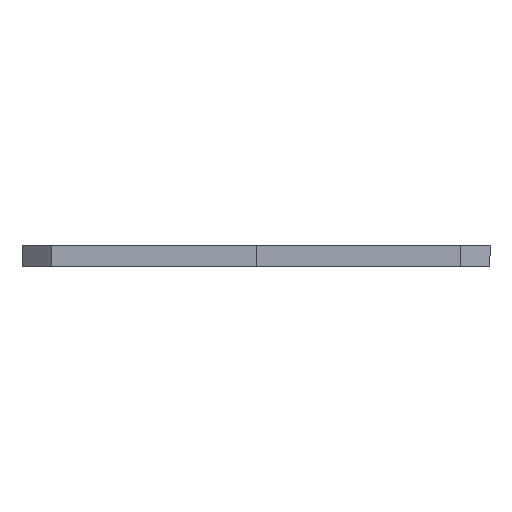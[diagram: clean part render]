
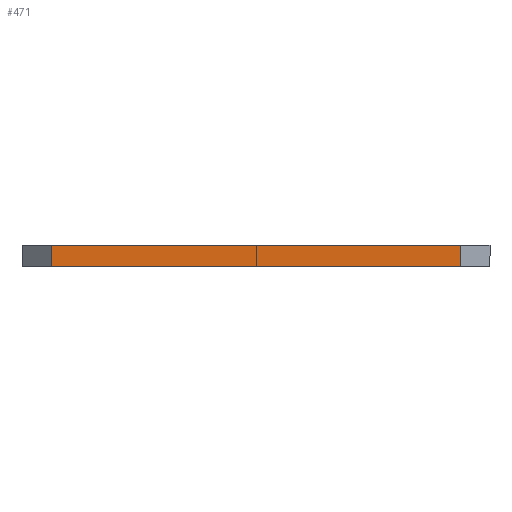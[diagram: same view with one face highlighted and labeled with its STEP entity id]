
A CAD part, left-side view. The second image highlights one B-rep face of the part: STEP entity #471.
In plain terms, the highlighted planar face has unit normal (-1, 0, 0).
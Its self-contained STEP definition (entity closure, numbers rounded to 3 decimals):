
#36 = DIRECTION ( 'NONE',  ( 0., -1., 0. ) ) ;
#48 = AXIS2_PLACEMENT_3D ( 'NONE', #1269, #476, #1391 ) ;
#82 = EDGE_CURVE ( 'NONE', #789, #795, #454, .T. ) ;
#124 = ORIENTED_EDGE ( 'NONE', *, *, #1511, .F. ) ;
#205 = ORIENTED_EDGE ( 'NONE', *, *, #1145, .T. ) ;
#233 = CARTESIAN_POINT ( 'NONE',  ( -62.5, -14., 1.5 ) ) ;
#360 = LINE ( 'NONE', #1281, #945 ) ;
#402 = EDGE_LOOP ( 'NONE', ( #1651, #205, #124, #1128 ) ) ;
#448 = CARTESIAN_POINT ( 'NONE',  ( -62.5, 14., 0. ) ) ;
#454 = LINE ( 'NONE', #957, #1451 ) ;
#471 = ADVANCED_FACE ( 'NONE', ( #1607 ), #1002, .F. ) ;
#476 = DIRECTION ( 'NONE',  ( 1., 0., 0. ) ) ;
#502 = DIRECTION ( 'NONE',  ( 0., -1., 0. ) ) ;
#550 = VERTEX_POINT ( 'NONE', #892 ) ;
#789 = VERTEX_POINT ( 'NONE', #448 ) ;
#795 = VERTEX_POINT ( 'NONE', #1369 ) ;
#892 = CARTESIAN_POINT ( 'NONE',  ( -62.5, -14., 1.5 ) ) ;
#924 = VECTOR ( 'NONE', #1293, 1000. ) ;
#945 = VECTOR ( 'NONE', #1403, 1000. ) ;
#956 = EDGE_CURVE ( 'NONE', #1199, #789, #360, .T. ) ;
#957 = CARTESIAN_POINT ( 'NONE',  ( -62.5, -16., 0. ) ) ;
#1002 = PLANE ( 'NONE',  #48 ) ;
#1128 = ORIENTED_EDGE ( 'NONE', *, *, #956, .T. ) ;
#1145 = EDGE_CURVE ( 'NONE', #795, #550, #1597, .T. ) ;
#1158 = VECTOR ( 'NONE', #502, 1000. ) ;
#1199 = VERTEX_POINT ( 'NONE', #1317 ) ;
#1269 = CARTESIAN_POINT ( 'NONE',  ( -62.5, -16., 1.5 ) ) ;
#1281 = CARTESIAN_POINT ( 'NONE',  ( -62.5, 14., 1.5 ) ) ;
#1293 = DIRECTION ( 'NONE',  ( 0., 0., 1. ) ) ;
#1317 = CARTESIAN_POINT ( 'NONE',  ( -62.5, 14., 1.5 ) ) ;
#1369 = CARTESIAN_POINT ( 'NONE',  ( -62.5, -14., 0. ) ) ;
#1391 = DIRECTION ( 'NONE',  ( 0., 0., -1. ) ) ;
#1403 = DIRECTION ( 'NONE',  ( 0., 0., -1. ) ) ;
#1451 = VECTOR ( 'NONE', #36, 1000. ) ;
#1484 = LINE ( 'NONE', #1525, #1158 ) ;
#1511 = EDGE_CURVE ( 'NONE', #1199, #550, #1484, .T. ) ;
#1525 = CARTESIAN_POINT ( 'NONE',  ( -62.5, -16., 1.5 ) ) ;
#1597 = LINE ( 'NONE', #233, #924 ) ;
#1607 = FACE_OUTER_BOUND ( 'NONE', #402, .T. ) ;
#1651 = ORIENTED_EDGE ( 'NONE', *, *, #82, .T. ) ;
